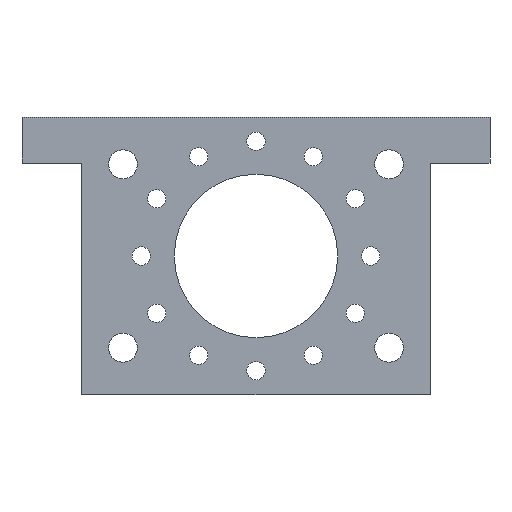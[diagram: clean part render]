
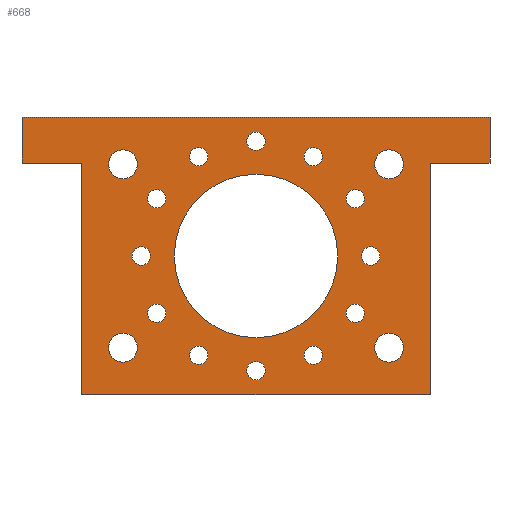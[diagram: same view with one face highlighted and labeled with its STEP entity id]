
A CAD part, front view. The second image highlights one B-rep face of the part: STEP entity #668.
In plain terms, the highlighted planar face has unit normal (0, -1, 0).
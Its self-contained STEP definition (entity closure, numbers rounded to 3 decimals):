
#38=FACE_BOUND('',#141,.T.);
#39=FACE_BOUND('',#142,.T.);
#40=FACE_BOUND('',#143,.T.);
#41=FACE_BOUND('',#144,.T.);
#42=FACE_BOUND('',#145,.T.);
#43=FACE_BOUND('',#146,.T.);
#44=FACE_BOUND('',#147,.T.);
#45=FACE_BOUND('',#148,.T.);
#46=FACE_BOUND('',#149,.T.);
#47=FACE_BOUND('',#150,.T.);
#48=FACE_BOUND('',#151,.T.);
#49=FACE_BOUND('',#152,.T.);
#50=FACE_BOUND('',#153,.T.);
#51=FACE_BOUND('',#154,.T.);
#52=FACE_BOUND('',#155,.T.);
#53=FACE_BOUND('',#156,.T.);
#54=FACE_BOUND('',#157,.T.);
#61=PLANE('',#753);
#88=FACE_OUTER_BOUND('',#140,.T.);
#140=EDGE_LOOP('',(#573,#574,#575,#576,#577,#578,#579,#580));
#141=EDGE_LOOP('',(#581));
#142=EDGE_LOOP('',(#582));
#143=EDGE_LOOP('',(#583));
#144=EDGE_LOOP('',(#584));
#145=EDGE_LOOP('',(#585));
#146=EDGE_LOOP('',(#586));
#147=EDGE_LOOP('',(#587));
#148=EDGE_LOOP('',(#588));
#149=EDGE_LOOP('',(#589));
#150=EDGE_LOOP('',(#590));
#151=EDGE_LOOP('',(#591));
#152=EDGE_LOOP('',(#592));
#153=EDGE_LOOP('',(#593));
#154=EDGE_LOOP('',(#594));
#155=EDGE_LOOP('',(#595));
#156=EDGE_LOOP('',(#596));
#157=EDGE_LOOP('',(#597));
#179=LINE('',#1046,#224);
#185=LINE('',#1067,#230);
#193=LINE('',#1092,#238);
#197=LINE('',#1101,#242);
#199=LINE('',#1113,#244);
#201=LINE('',#1119,#246);
#202=LINE('',#1120,#247);
#203=LINE('',#1121,#248);
#224=VECTOR('',#861,10.);
#230=VECTOR('',#881,10.);
#238=VECTOR('',#903,10.);
#242=VECTOR('',#911,10.);
#244=VECTOR('',#925,10.);
#246=VECTOR('',#931,10.);
#247=VECTOR('',#932,10.);
#248=VECTOR('',#933,10.);
#255=CIRCLE('',#691,2.);
#257=CIRCLE('',#694,2.);
#259=CIRCLE('',#697,2.);
#261=CIRCLE('',#700,2.);
#263=CIRCLE('',#703,2.);
#265=CIRCLE('',#706,2.);
#267=CIRCLE('',#709,2.);
#269=CIRCLE('',#712,2.);
#271=CIRCLE('',#715,2.);
#273=CIRCLE('',#718,2.);
#275=CIRCLE('',#721,2.);
#277=CIRCLE('',#724,2.);
#279=CIRCLE('',#727,17.8);
#295=CIRCLE('',#754,3.15);
#296=CIRCLE('',#755,3.15);
#297=CIRCLE('',#756,3.15);
#298=CIRCLE('',#757,3.15);
#299=VERTEX_POINT('',#964);
#301=VERTEX_POINT('',#970);
#303=VERTEX_POINT('',#976);
#305=VERTEX_POINT('',#982);
#307=VERTEX_POINT('',#988);
#309=VERTEX_POINT('',#994);
#311=VERTEX_POINT('',#1000);
#313=VERTEX_POINT('',#1006);
#315=VERTEX_POINT('',#1012);
#317=VERTEX_POINT('',#1018);
#319=VERTEX_POINT('',#1024);
#321=VERTEX_POINT('',#1030);
#323=VERTEX_POINT('',#1036);
#325=VERTEX_POINT('',#1042);
#327=VERTEX_POINT('',#1045);
#334=VERTEX_POINT('',#1063);
#345=VERTEX_POINT('',#1091);
#347=VERTEX_POINT('',#1097);
#348=VERTEX_POINT('',#1099);
#353=VERTEX_POINT('',#1117);
#354=VERTEX_POINT('',#1118);
#355=VERTEX_POINT('',#1122);
#356=VERTEX_POINT('',#1124);
#357=VERTEX_POINT('',#1126);
#358=VERTEX_POINT('',#1128);
#359=EDGE_CURVE('',#299,#299,#255,.T.);
#362=EDGE_CURVE('',#301,#301,#257,.T.);
#365=EDGE_CURVE('',#303,#303,#259,.T.);
#368=EDGE_CURVE('',#305,#305,#261,.T.);
#371=EDGE_CURVE('',#307,#307,#263,.T.);
#374=EDGE_CURVE('',#309,#309,#265,.T.);
#377=EDGE_CURVE('',#311,#311,#267,.T.);
#380=EDGE_CURVE('',#313,#313,#269,.T.);
#383=EDGE_CURVE('',#315,#315,#271,.T.);
#386=EDGE_CURVE('',#317,#317,#273,.T.);
#389=EDGE_CURVE('',#319,#319,#275,.T.);
#392=EDGE_CURVE('',#321,#321,#277,.T.);
#395=EDGE_CURVE('',#323,#323,#279,.T.);
#399=EDGE_CURVE('',#325,#327,#179,.T.);
#410=EDGE_CURVE('',#334,#327,#185,.T.);
#422=EDGE_CURVE('',#334,#345,#193,.T.);
#427=EDGE_CURVE('',#348,#347,#197,.T.);
#433=EDGE_CURVE('',#345,#348,#199,.T.);
#435=EDGE_CURVE('',#353,#354,#201,.T.);
#436=EDGE_CURVE('',#347,#354,#202,.T.);
#437=EDGE_CURVE('',#353,#325,#203,.T.);
#438=EDGE_CURVE('',#355,#355,#295,.T.);
#439=EDGE_CURVE('',#356,#356,#296,.T.);
#440=EDGE_CURVE('',#357,#357,#297,.T.);
#441=EDGE_CURVE('',#358,#358,#298,.T.);
#573=ORIENTED_EDGE('',*,*,#435,.T.);
#574=ORIENTED_EDGE('',*,*,#436,.F.);
#575=ORIENTED_EDGE('',*,*,#427,.F.);
#576=ORIENTED_EDGE('',*,*,#433,.F.);
#577=ORIENTED_EDGE('',*,*,#422,.F.);
#578=ORIENTED_EDGE('',*,*,#410,.T.);
#579=ORIENTED_EDGE('',*,*,#399,.F.);
#580=ORIENTED_EDGE('',*,*,#437,.F.);
#581=ORIENTED_EDGE('',*,*,#359,.T.);
#582=ORIENTED_EDGE('',*,*,#362,.T.);
#583=ORIENTED_EDGE('',*,*,#365,.T.);
#584=ORIENTED_EDGE('',*,*,#368,.T.);
#585=ORIENTED_EDGE('',*,*,#371,.T.);
#586=ORIENTED_EDGE('',*,*,#374,.T.);
#587=ORIENTED_EDGE('',*,*,#377,.T.);
#588=ORIENTED_EDGE('',*,*,#380,.T.);
#589=ORIENTED_EDGE('',*,*,#383,.T.);
#590=ORIENTED_EDGE('',*,*,#386,.T.);
#591=ORIENTED_EDGE('',*,*,#389,.T.);
#592=ORIENTED_EDGE('',*,*,#392,.T.);
#593=ORIENTED_EDGE('',*,*,#395,.T.);
#594=ORIENTED_EDGE('',*,*,#438,.F.);
#595=ORIENTED_EDGE('',*,*,#439,.F.);
#596=ORIENTED_EDGE('',*,*,#440,.T.);
#597=ORIENTED_EDGE('',*,*,#441,.T.);
#668=ADVANCED_FACE('',(#88,#38,#39,#40,#41,#42,#43,#44,#45,#46,#47,#48,
#49,#50,#51,#52,#53,#54),#61,.F.);
#691=AXIS2_PLACEMENT_3D('',#965,#769,#770);
#694=AXIS2_PLACEMENT_3D('',#971,#776,#777);
#697=AXIS2_PLACEMENT_3D('',#977,#783,#784);
#700=AXIS2_PLACEMENT_3D('',#983,#790,#791);
#703=AXIS2_PLACEMENT_3D('',#989,#797,#798);
#706=AXIS2_PLACEMENT_3D('',#995,#804,#805);
#709=AXIS2_PLACEMENT_3D('',#1001,#811,#812);
#712=AXIS2_PLACEMENT_3D('',#1007,#818,#819);
#715=AXIS2_PLACEMENT_3D('',#1013,#825,#826);
#718=AXIS2_PLACEMENT_3D('',#1019,#832,#833);
#721=AXIS2_PLACEMENT_3D('',#1025,#839,#840);
#724=AXIS2_PLACEMENT_3D('',#1031,#846,#847);
#727=AXIS2_PLACEMENT_3D('',#1037,#853,#854);
#753=AXIS2_PLACEMENT_3D('',#1116,#929,#930);
#754=AXIS2_PLACEMENT_3D('',#1123,#934,#935);
#755=AXIS2_PLACEMENT_3D('',#1125,#936,#937);
#756=AXIS2_PLACEMENT_3D('',#1127,#938,#939);
#757=AXIS2_PLACEMENT_3D('',#1129,#940,#941);
#769=DIRECTION('center_axis',(0.,1.,0.));
#770=DIRECTION('ref_axis',(-1.,0.,0.));
#776=DIRECTION('center_axis',(0.,1.,0.));
#777=DIRECTION('ref_axis',(-1.,0.,0.));
#783=DIRECTION('center_axis',(0.,1.,0.));
#784=DIRECTION('ref_axis',(-1.,0.,0.));
#790=DIRECTION('center_axis',(0.,1.,0.));
#791=DIRECTION('ref_axis',(-1.,0.,0.));
#797=DIRECTION('center_axis',(0.,1.,0.));
#798=DIRECTION('ref_axis',(-1.,0.,0.));
#804=DIRECTION('center_axis',(0.,1.,0.));
#805=DIRECTION('ref_axis',(-1.,0.,0.));
#811=DIRECTION('center_axis',(0.,1.,0.));
#812=DIRECTION('ref_axis',(-1.,0.,0.));
#818=DIRECTION('center_axis',(0.,1.,0.));
#819=DIRECTION('ref_axis',(-1.,0.,0.));
#825=DIRECTION('center_axis',(0.,1.,0.));
#826=DIRECTION('ref_axis',(-1.,0.,0.));
#832=DIRECTION('center_axis',(0.,1.,0.));
#833=DIRECTION('ref_axis',(-1.,0.,0.));
#839=DIRECTION('center_axis',(0.,1.,0.));
#840=DIRECTION('ref_axis',(-1.,0.,0.));
#846=DIRECTION('center_axis',(0.,1.,0.));
#847=DIRECTION('ref_axis',(-1.,0.,0.));
#853=DIRECTION('center_axis',(0.,1.,0.));
#854=DIRECTION('ref_axis',(-1.,0.,0.));
#861=DIRECTION('',(-1.,0.,0.));
#881=DIRECTION('',(0.,0.,-1.));
#903=DIRECTION('',(1.,0.,0.));
#911=DIRECTION('',(-1.,0.,0.));
#925=DIRECTION('',(0.,0.,-1.));
#929=DIRECTION('center_axis',(0.,1.,0.));
#930=DIRECTION('ref_axis',(1.,0.,0.));
#931=DIRECTION('',(1.,0.,0.));
#932=DIRECTION('',(0.,0.,-1.));
#933=DIRECTION('',(0.,0.,1.));
#934=DIRECTION('center_axis',(0.,-1.,0.));
#935=DIRECTION('ref_axis',(1.,0.,0.));
#936=DIRECTION('center_axis',(0.,-1.,0.));
#937=DIRECTION('ref_axis',(1.,0.,0.));
#938=DIRECTION('center_axis',(0.,1.,0.));
#939=DIRECTION('ref_axis',(-1.,0.,0.));
#940=DIRECTION('center_axis',(0.,1.,0.));
#941=DIRECTION('ref_axis',(-1.,0.,0.));
#964=CARTESIAN_POINT('',(-11.5,0.,31.401));
#965=CARTESIAN_POINT('Origin',(-13.5,0.,31.401));
#970=CARTESIAN_POINT('',(22.651,0.,-2.75));
#971=CARTESIAN_POINT('Origin',(20.651,0.,-2.75));
#976=CARTESIAN_POINT('',(1.,0.,34.75));
#977=CARTESIAN_POINT('Origin',(-1.,0.,34.75));
#982=CARTESIAN_POINT('',(-20.651,0.,22.25));
#983=CARTESIAN_POINT('Origin',(-22.651,0.,22.25));
#988=CARTESIAN_POINT('',(13.5,0.,-11.901));
#989=CARTESIAN_POINT('Origin',(11.5,0.,-11.901));
#994=CARTESIAN_POINT('',(13.5,0.,31.401));
#995=CARTESIAN_POINT('Origin',(11.5,0.,31.401));
#1000=CARTESIAN_POINT('',(-24.,0.,9.75));
#1001=CARTESIAN_POINT('Origin',(-26.,0.,9.75));
#1006=CARTESIAN_POINT('',(1.,0.,-15.25));
#1007=CARTESIAN_POINT('Origin',(-1.,0.,-15.25));
#1012=CARTESIAN_POINT('',(22.651,0.,22.25));
#1013=CARTESIAN_POINT('Origin',(20.651,0.,22.25));
#1018=CARTESIAN_POINT('',(-20.651,0.,-2.75));
#1019=CARTESIAN_POINT('Origin',(-22.651,0.,-2.75));
#1024=CARTESIAN_POINT('',(-11.5,0.,-11.901));
#1025=CARTESIAN_POINT('Origin',(-13.5,0.,-11.901));
#1030=CARTESIAN_POINT('',(26.,0.,9.75));
#1031=CARTESIAN_POINT('Origin',(24.,0.,9.75));
#1036=CARTESIAN_POINT('',(16.8,0.,9.75));
#1037=CARTESIAN_POINT('Origin',(-1.,0.,9.75));
#1042=CARTESIAN_POINT('',(-39.,0.,30.));
#1045=CARTESIAN_POINT('',(-52.,0.,30.));
#1046=CARTESIAN_POINT('',(-12.,0.,30.));
#1063=CARTESIAN_POINT('',(-52.,0.,40.));
#1067=CARTESIAN_POINT('',(-52.,0.,40.));
#1091=CARTESIAN_POINT('',(50.,0.,40.));
#1092=CARTESIAN_POINT('',(-8.,0.,40.));
#1097=CARTESIAN_POINT('',(37.,0.,30.));
#1099=CARTESIAN_POINT('',(50.,0.,30.));
#1101=CARTESIAN_POINT('',(50.,0.,30.));
#1113=CARTESIAN_POINT('',(50.,0.,40.));
#1116=CARTESIAN_POINT('Origin',(8.,0.,9.75));
#1117=CARTESIAN_POINT('',(-39.,0.,-20.5));
#1118=CARTESIAN_POINT('',(37.,0.,-20.5));
#1119=CARTESIAN_POINT('',(-21.,0.,-20.5));
#1120=CARTESIAN_POINT('',(37.,0.,9.75));
#1121=CARTESIAN_POINT('',(-39.,0.,9.75));
#1122=CARTESIAN_POINT('',(24.85,0.,-10.25));
#1123=CARTESIAN_POINT('Origin',(28.,0.,-10.25));
#1124=CARTESIAN_POINT('',(24.85,0.,29.75));
#1125=CARTESIAN_POINT('Origin',(28.,0.,29.75));
#1126=CARTESIAN_POINT('',(-26.85,0.,-10.25));
#1127=CARTESIAN_POINT('Origin',(-30.,0.,
-10.25));
#1128=CARTESIAN_POINT('',(-26.85,0.,29.75));
#1129=CARTESIAN_POINT('Origin',(-30.,0.,
29.75));
